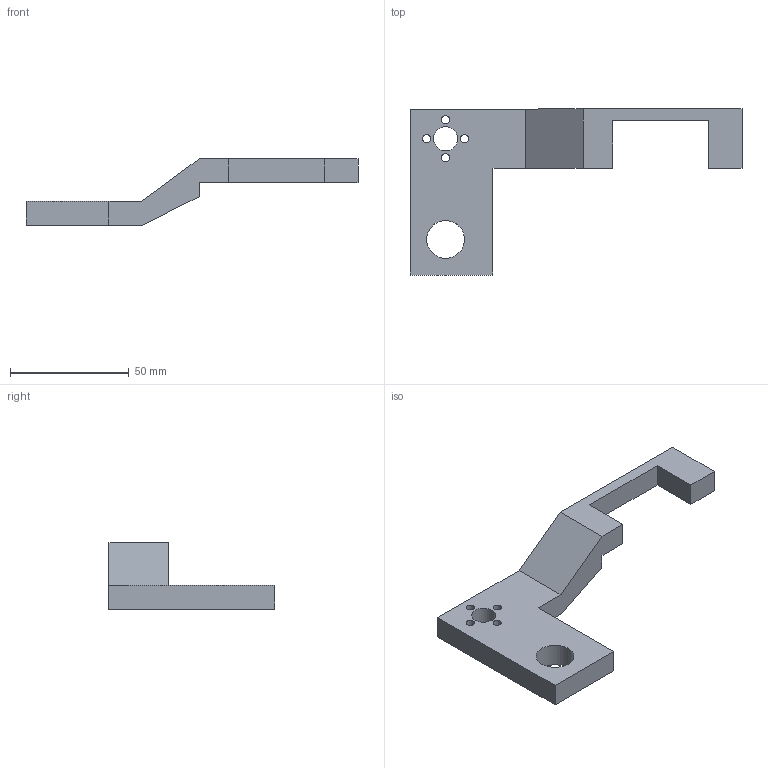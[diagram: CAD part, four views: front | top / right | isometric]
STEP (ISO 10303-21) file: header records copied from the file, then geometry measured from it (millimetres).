
FILE_DESCRIPTION(/* description */ (''),/* implementation_level */ '2;1');
FILE_NAME(/* name */ 'Скоба.stp',/* time_stamp */ '2025-02-10T20:57:22+03:00',/* author */ ('s3dok'),/* organization */ (''),/* preprocessor_version */ 'ST-DEVELOPER v18.1',/* originating_system */ 'Autodesk Inventor 2022',/* authorisation */ '');
FILE_SCHEMA (('AUTOMOTIVE_DESIGN { 1 0 10303 214 3 1 1 }'));
Length unit declared in the file: millimetre
Products named in the file (1): Скоб
Bounding box: 140 x 70 x 28 mm (x, y, z)
Volume: 41333.8 mm3; surface area: 14270.8 mm2
Topology: 1 solids, 1 shells, 23 faces, 63 edges, 42 vertices
Faces by surface type: plane 17, cylinder 6
Full cylindrical faces by diameter (mm): 3.5 x4, 10.2 x1, 16 x1
Entity records: 794 total; most frequent: CARTESIAN_POINT 129, ORIENTED_EDGE 126, DIRECTION 123, EDGE_CURVE 63, LINE 51, VECTOR 51, VERTEX_POINT 42, AXIS2_PLACEMENT_3D 36
